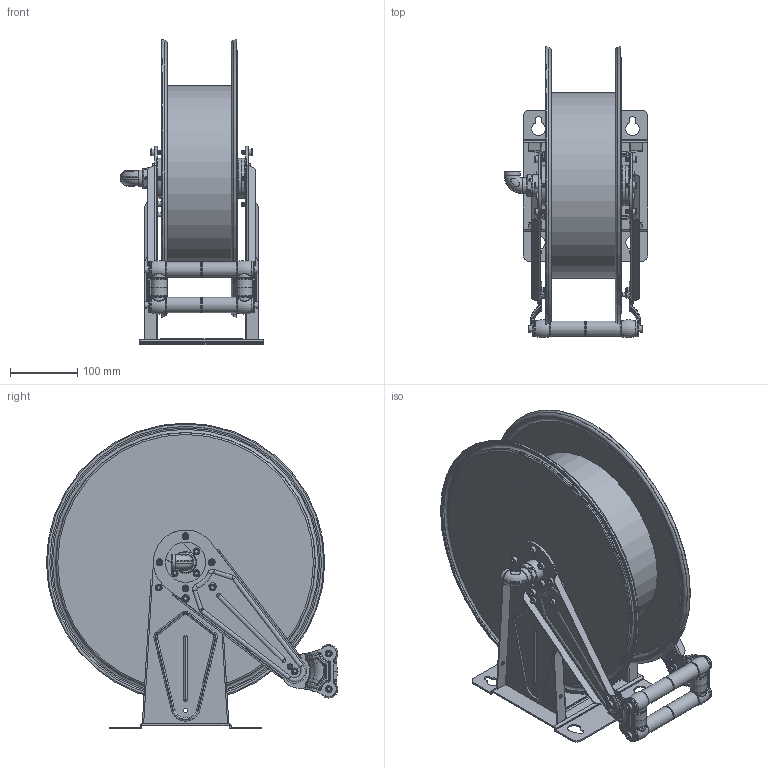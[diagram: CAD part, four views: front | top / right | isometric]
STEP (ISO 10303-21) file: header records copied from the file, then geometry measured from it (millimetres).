
FILE_DESCRIPTION(/* description */ ('Unknown'),/* implementation_level */ '2;1');
FILE_NAME(/* name */ '430-30',/* time_stamp */ '2019-07-30T10:13:45+02:00',/* author */ ('Unknown'),/* organization */ ('Unknown'),/* preprocessor_version */ 'ST-DEVELOPER v16.7',/* originating_system */ 'DEX',/* authorisation */ $);
FILE_SCHEMA (('AUTOMOTIVE_DESIGN {1 0 10303 214 3 1 1}'));
Products named in the file (1): 430-30---
Bounding box: 214.29 x 434.17 x 456.02 mm (x, y, z)
Volume: 7600282.6 mm3; surface area: 945639 mm2
Topology: 3 solids, 21 shells, 3504 faces, 8210 edges, 4573 vertices
Faces by surface type: bspline 799, cylinder 745, torus 680, plane 635, cone 377, sphere 268
Full cylindrical faces by diameter (mm): 2.201 x8, 4.917 x1, 5.2 x6, 6 x12, 6.2 x2, 6.4 x16, 8 x2, 8.1 x4, 8.4 x2, 8.5 x2, 9.18 x4, 10 x23, 10.18 x2, 11 x1, 16 x4, 20 x2, 23 x4, 23.219 x4, 24 x3, 26.45 x1, 26.6 x1, 31.98 x1, 33.39 x1, 59.677 x1, 60 x2, 276 x1
Entity records: 153693 total; most frequent: CARTESIAN_POINT 61232, ORIENTED_EDGE 15008, DIRECTION 14046, EDGE_CURVE 7504, AXIS2_PLACEMENT_3D 6150, VERTEX_POINT 4434, FACE_BOUND 3992, EDGE_LOOP 3982
